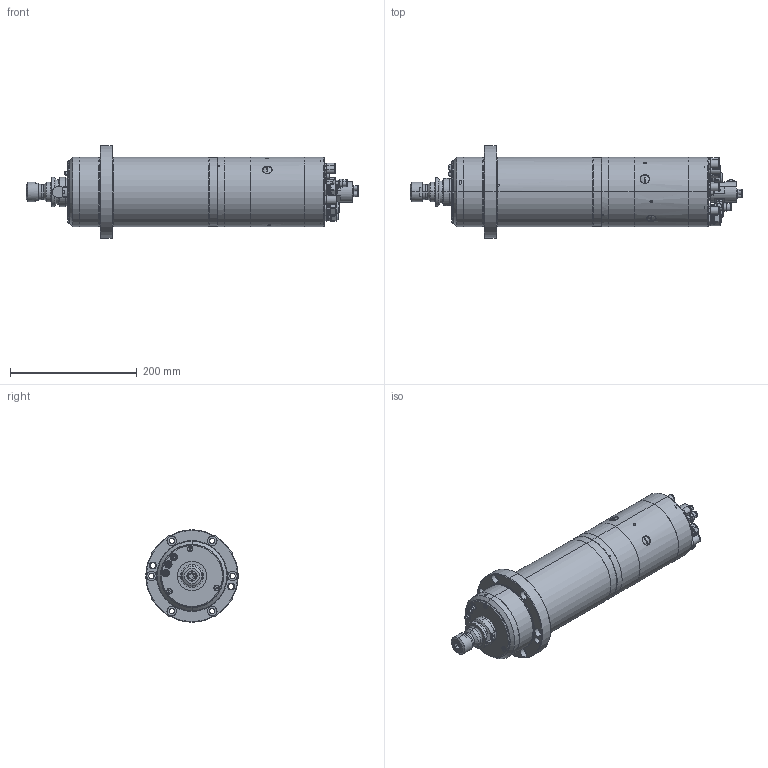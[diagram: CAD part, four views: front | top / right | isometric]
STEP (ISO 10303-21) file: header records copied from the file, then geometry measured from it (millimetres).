
FILE_DESCRIPTION (( 'STEP AP203' ), '1' );
FILE_NAME ('110A30BFHW-01-.STEP', '2016-04-08T09:56:36', ( '' ), ( '' ), 'SwSTEP 2.0', 'SolidWorks 2014', '' );
FILE_SCHEMA (( 'CONFIG_CONTROL_DESIGN' ));
Length unit declared in the file: millimetre
Products named in the file (1): 110A30BFHW-01-
Bounding box: 524.49 x 146 x 146 mm (x, y, z)
Surface area: 254052 mm2 (no closed solid volume)
Topology: 0 solids, 82 shells, 920 faces, 2930 edges, 2096 vertices
Faces by surface type: cylinder 374, plane 366, cone 120, torus 47, sphere 13
Entity records: 34252 total; most frequent: CARTESIAN_POINT 7450, DIRECTION 6106, ORIENTED_EDGE 4671, EDGE_CURVE 2903, AXIS2_PLACEMENT_3D 2431, VERTEX_POINT 2087, CIRCLE 1510, LINE 1244
